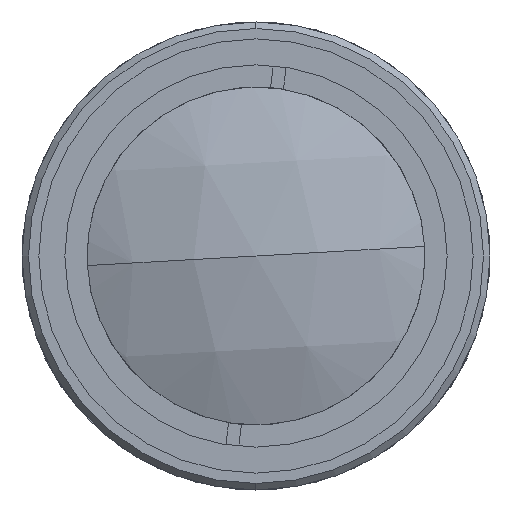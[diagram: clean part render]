
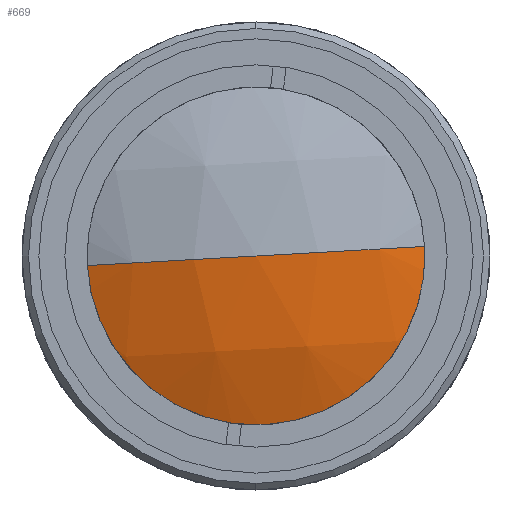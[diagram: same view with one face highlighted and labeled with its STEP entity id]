
A CAD part, left-side view. The second image highlights one B-rep face of the part: STEP entity #669.
In plain terms, the highlighted spherical face has radius 34.13 mm.
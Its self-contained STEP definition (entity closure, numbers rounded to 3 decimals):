
#79 = DIRECTION ( 'NONE',  ( 0., 0.057, 0.998 ) ) ;
#145 = EDGE_CURVE ( 'NONE', #1972, #996, #1630, .T. ) ;
#159 = DIRECTION ( 'NONE',  ( 0., 0.998, -0.057 ) ) ;
#369 = VERTEX_POINT ( 'NONE', #4634 ) ;
#461 = CARTESIAN_POINT ( 'NONE',  ( 11.003, 13.977, -0.794 ) ) ;
#669 = ADVANCED_FACE ( 'NONE', ( #3005 ), #3735, .T. ) ;
#732 = ORIENTED_EDGE ( 'NONE', *, *, #145, .F. ) ;
#996 = VERTEX_POINT ( 'NONE', #1340 ) ;
#1085 = EDGE_CURVE ( 'NONE', #369, #996, #4247, .T. ) ;
#1109 = AXIS2_PLACEMENT_3D ( 'NONE', #2559, #2249, #79 ) ;
#1113 = AXIS2_PLACEMENT_3D ( 'NONE', #1147, #2573, #3997 ) ;
#1147 = CARTESIAN_POINT ( 'NONE',  ( 42.13, 0., 0. ) ) ;
#1340 = CARTESIAN_POINT ( 'NONE',  ( 8., 0., 0. ) ) ;
#1468 = EDGE_LOOP ( 'NONE', ( #3231, #3332, #732 ) ) ;
#1630 = CIRCLE ( 'NONE', #1113, 34.13 ) ;
#1952 = CARTESIAN_POINT ( 'NONE',  ( 42.13, 0., 0. ) ) ;
#1972 = VERTEX_POINT ( 'NONE', #461 ) ;
#2166 = EDGE_CURVE ( 'NONE', #1972, #369, #4246, .T. ) ;
#2249 = DIRECTION ( 'NONE',  ( -1., 0., 0. ) ) ;
#2463 = DIRECTION ( 'NONE',  ( 0., 0.998, -0.057 ) ) ;
#2523 = AXIS2_PLACEMENT_3D ( 'NONE', #3859, #4592, #2463 ) ;
#2559 = CARTESIAN_POINT ( 'NONE',  ( 11.003, 0., 0. ) ) ;
#2573 = DIRECTION ( 'NONE',  ( 0., 0.057, 0.998 ) ) ;
#3005 = FACE_OUTER_BOUND ( 'NONE', #1468, .T. ) ;
#3231 = ORIENTED_EDGE ( 'NONE', *, *, #2166, .T. ) ;
#3332 = ORIENTED_EDGE ( 'NONE', *, *, #1085, .T. ) ;
#3383 = DIRECTION ( 'NONE',  ( 0., -0.057, -0.998 ) ) ;
#3638 = AXIS2_PLACEMENT_3D ( 'NONE', #1952, #3383, #159 ) ;
#3735 = SPHERICAL_SURFACE ( 'NONE', #3638, 34.13 ) ;
#3859 = CARTESIAN_POINT ( 'NONE',  ( 42.13, 0., 0. ) ) ;
#3997 = DIRECTION ( 'NONE',  ( 0., -0.998, 0.057 ) ) ;
#4246 = CIRCLE ( 'NONE', #1109, 14. ) ;
#4247 = CIRCLE ( 'NONE', #2523, 34.13 ) ;
#4592 = DIRECTION ( 'NONE',  ( 0., -0.057, -0.998 ) ) ;
#4634 = CARTESIAN_POINT ( 'NONE',  ( 11.003, -13.977, 0.794 ) ) ;
